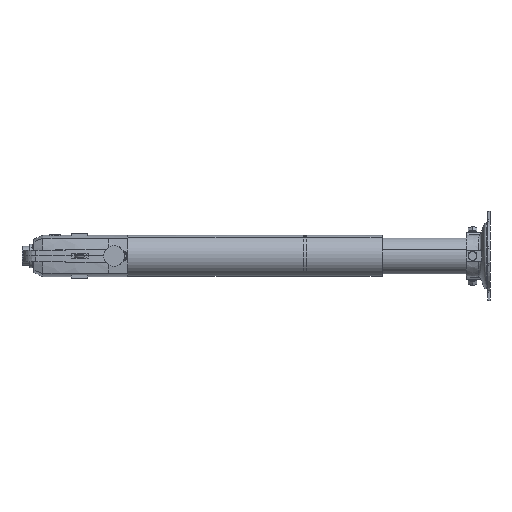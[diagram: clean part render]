
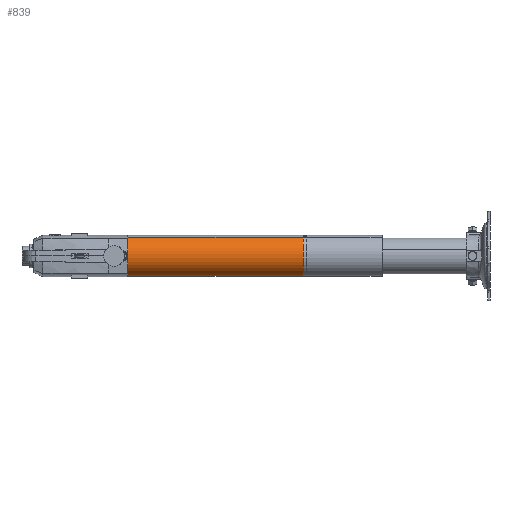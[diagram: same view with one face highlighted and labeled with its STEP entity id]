
A CAD part, left-side view. The second image highlights one B-rep face of the part: STEP entity #839.
In plain terms, the highlighted cylindrical face has radius 69.85 mm (diameter 139.7 mm), a partial arc.
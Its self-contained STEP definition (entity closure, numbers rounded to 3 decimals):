
#480 = EDGE_CURVE ( 'NONE', #5602, #1828, #6645, .T. ) ;
#490 = EDGE_CURVE ( 'NONE', #5588, #5774, #6661, .T. ) ;
#491 = EDGE_CURVE ( 'NONE', #5602, #5588, #6659, .T. ) ;
#492 = EDGE_CURVE ( 'NONE', #1828, #5774, #6664, .T. ) ;
#839 = ADVANCED_FACE ( 'NONE', ( #13425 ), #13431, .T. ) ;
#1140 = ORIENTED_EDGE ( 'NONE', *, *, #480, .F. ) ;
#1141 = ORIENTED_EDGE ( 'NONE', *, *, #491, .T. ) ;
#1142 = ORIENTED_EDGE ( 'NONE', *, *, #490, .T. ) ;
#1143 = ORIENTED_EDGE ( 'NONE', *, *, #492, .F. ) ;
#1828 = VERTEX_POINT ( 'NONE', #14590 ) ;
#5588 = VERTEX_POINT ( 'NONE', #25058 ) ;
#5602 = VERTEX_POINT ( 'NONE', #25072 ) ;
#5774 = VERTEX_POINT ( 'NONE', #25091 ) ;
#6169 = AXIS2_PLACEMENT_3D ( 'NONE', #8233, #8234, #8235 ) ;
#6170 = AXIS2_PLACEMENT_3D ( 'NONE', #8236, #8237, #8238 ) ;
#6331 = AXIS2_PLACEMENT_3D ( 'NONE', #13019, #13018, #13017 ) ;
#6645 = LINE ( 'NONE', #8204, #6648 ) ;
#6648 = VECTOR ( 'NONE', #8202, 1000. ) ;
#6659 = CIRCLE ( 'NONE', #6169, 69.85 ) ;
#6661 = LINE ( 'NONE', #8227, #6663 ) ;
#6663 = VECTOR ( 'NONE', #8223, 1000. ) ;
#6664 = CIRCLE ( 'NONE', #6170, 69.85 ) ;
#8202 = DIRECTION ( 'NONE',  ( 0., -1., 0. ) ) ;
#8204 = CARTESIAN_POINT ( 'NONE',  ( -30.457, -863.893, 62.86 ) ) ;
#8223 = DIRECTION ( 'NONE',  ( 0., -1., 0. ) ) ;
#8227 = CARTESIAN_POINT ( 'NONE',  ( 30.457, -863.893, -62.86 ) ) ;
#8233 = CARTESIAN_POINT ( 'NONE',  ( 0., 0., 0. ) ) ;
#8234 = DIRECTION ( 'NONE',  ( 0., -1., 0. ) ) ;
#8235 = DIRECTION ( 'NONE',  ( 0., 0., 1. ) ) ;
#8236 = CARTESIAN_POINT ( 'NONE',  ( 0., -595.893, 0. ) ) ;
#8237 = DIRECTION ( 'NONE',  ( 0., -1., 0. ) ) ;
#8238 = DIRECTION ( 'NONE',  ( -0.436, 0., 0.9 ) ) ;
#13017 = DIRECTION ( 'NONE',  ( 0.436, 0., -0.9 ) ) ;
#13018 = DIRECTION ( 'NONE',  ( 0., -1., 0. ) ) ;
#13019 = CARTESIAN_POINT ( 'NONE',  ( 0., -863.893, 0. ) ) ;
#13425 = FACE_OUTER_BOUND ( 'NONE', #21242, .T. ) ;
#13431 = CYLINDRICAL_SURFACE ( 'NONE', #6331, 69.85 ) ;
#14590 = CARTESIAN_POINT ( 'NONE',  ( -30.457, -595.893, 62.86 ) ) ;
#21242 = EDGE_LOOP ( 'NONE', ( #1140, #1141, #1142, #1143 ) ) ;
#25058 = CARTESIAN_POINT ( 'NONE',  ( 30.457, 0., -62.86 ) ) ;
#25072 = CARTESIAN_POINT ( 'NONE',  ( -30.457, 0., 62.86 ) ) ;
#25091 = CARTESIAN_POINT ( 'NONE',  ( 30.457, -595.893, -62.86 ) ) ;
